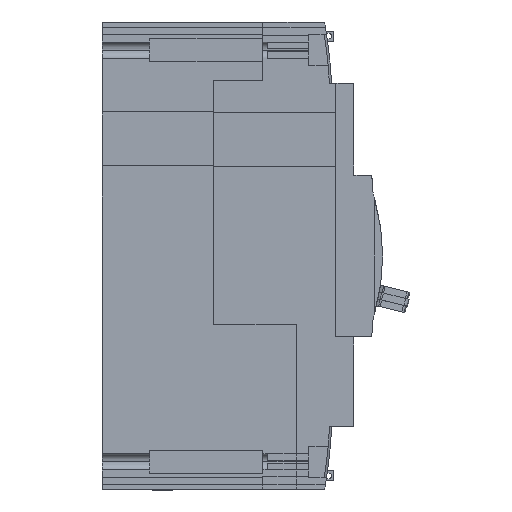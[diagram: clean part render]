
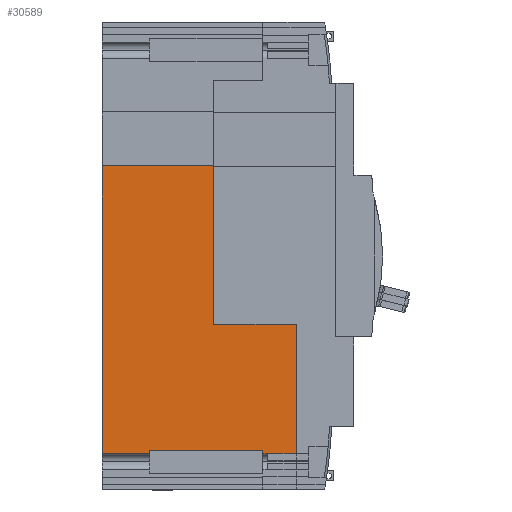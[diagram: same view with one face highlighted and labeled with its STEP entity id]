
A CAD part, left-side view. The second image highlights one B-rep face of the part: STEP entity #30589.
In plain terms, the highlighted planar face has unit normal (-1, 0, 0).
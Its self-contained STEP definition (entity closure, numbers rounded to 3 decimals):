
#12679=EDGE_CURVE('',#19311,#16873,#37893,.T.);
#13207=VERTEX_POINT('',#38489);
#13419=VERTEX_POINT('',#38722);
#13519=EDGE_CURVE('',#20091,#31047,#38828,.T.);
#14029=EDGE_CURVE('',#16873,#20091,#39380,.T.);
#15757=EDGE_CURVE('',#22215,#19187,#41268,.T.);
#15925=EDGE_CURVE('',#28691,#19311,#41452,.T.);
#16873=VERTEX_POINT('',#42485);
#17931=EDGE_CURVE('',#25323,#28691,#43640,.T.);
#19187=VERTEX_POINT('',#44998);
#19311=VERTEX_POINT('',#45133);
#20091=VERTEX_POINT('',#46004);
#21075=EDGE_CURVE('',#13419,#36357,#47083,.T.);
#21399=EDGE_CURVE('',#13419,#25323,#47440,.T.);
#22215=VERTEX_POINT('',#48331);
#22959=EDGE_CURVE('',#29547,#22215,#49165,.T.);
#25323=VERTEX_POINT('',#51749);
#28691=VERTEX_POINT('',#55436);
#29547=VERTEX_POINT('',#56363);
#30589=ADVANCED_FACE('',(#57514),#57515,.F.);
#31047=VERTEX_POINT('',#58008);
#31269=VERTEX_POINT('',#58254);
#31745=EDGE_CURVE('',#31047,#19187,#58780,.T.);
#35469=EDGE_CURVE('',#13207,#36357,#62799,.T.);
#36357=VERTEX_POINT('',#63788);
#36687=EDGE_CURVE('',#13207,#31269,#64150,.T.);
#37573=EDGE_CURVE('',#31269,#29547,#65107,.T.);
#37893=LINE('',#65475,#65476);
#38489=CARTESIAN_POINT('',(-38.05,-31.0,25.05));
#38722=CARTESIAN_POINT('',(-38.05,0.0,-55.001));
#38828=LINE('',#66779,#66780);
#39380=LINE('',#67598,#67599);
#41268=LINE('',#70288,#70289);
#41452=LINE('',#70578,#70579);
#42485=CARTESIAN_POINT('',(-38.05,-44.65,-55.001));
#43640=LINE('',#73699,#73700);
#44998=CARTESIAN_POINT('',(-38.05,-54.0,-55.));
#45133=CARTESIAN_POINT('',(-38.05,-44.65,-54.0));
#46004=CARTESIAN_POINT('',(-38.05,-46.0,-55.001));
#47083=LINE('',#78751,#78752);
#47440=LINE('',#79257,#79258);
#48331=CARTESIAN_POINT('',(-38.05,-54.0,-19.0));
#49165=LINE('',#81766,#81767);
#51749=CARTESIAN_POINT('',(-38.05,-13.2,-55.001));
#55436=CARTESIAN_POINT('',(-38.05,-13.2,-54.0));
#56363=CARTESIAN_POINT('',(-38.05,-31.0,-19.0));
#57514=FACE_OUTER_BOUND('',#94039,.T.);
#57515=PLANE('',#94040);
#58008=CARTESIAN_POINT('',(-38.05,-46.0,-55.));
#58254=CARTESIAN_POINT('',(-38.05,-31.0,25.0));
#58780=LINE('',#95883,#95884);
#62799=LINE('',#101735,#101736);
#63788=CARTESIAN_POINT('',(-38.05,0.0,25.05));
#64150=LINE('',#103610,#103611);
#65107=LINE('',#105008,#105009);
#65475=CARTESIAN_POINT('',(-38.05,-44.65,-29.109));
#65476=VECTOR('',#105442,1.0);
#66779=CARTESIAN_POINT('',(-38.05,-46.0,-29.109));
#66780=VECTOR('',#106569,1.0);
#67598=CARTESIAN_POINT('',(-38.05,-49.325,-55.001));
#67599=VECTOR('',#107135,1.0);
#70288=CARTESIAN_POINT('',(-38.05,-54.0,-64.9));
#70289=VECTOR('',#109140,1.0);
#70578=CARTESIAN_POINT('',(-38.05,-18.304,-54.0));
#70579=VECTOR('',#109337,1.0);
#73699=CARTESIAN_POINT('',(-38.05,-13.2,-29.109));
#73700=VECTOR('',#111661,1.0);
#78751=CARTESIAN_POINT('',(-38.05,0.0,64.9));
#78752=VECTOR('',#115418,1.0);
#79257=CARTESIAN_POINT('',(-38.05,-6.6,-55.001));
#79258=VECTOR('',#115888,1.0);
#81766=CARTESIAN_POINT('',(-38.05,-54.0,-19.0));
#81767=VECTOR('',#117765,1.0);
#94039=EDGE_LOOP('',(#126651,#126652,#126653,#126654,#126655,#126656,#126657,#126658,#126659,#126660,#126661,#126662,#126663));
#94040=AXIS2_PLACEMENT_3D('',#126664,#126665,#126666);
#95883=CARTESIAN_POINT('',(-38.05,-34.704,-55.));
#95884=VECTOR('',#128142,1.0);
#101735=CARTESIAN_POINT('',(-38.05,-27.204,25.05));
#101736=VECTOR('',#131968,1.0);
#103610=CARTESIAN_POINT('',(-38.05,-31.0,-19.0));
#103611=VECTOR('',#133571,1.0);
#105008=CARTESIAN_POINT('',(-38.05,-31.0,-19.0));
#105009=VECTOR('',#134470,1.0);
#105442=DIRECTION('',(0.0,0.0,-1.0));
#106569=DIRECTION('',(-0.0,0.0,1.0));
#107135=DIRECTION('',(0.0,-1.0,0.0));
#109140=DIRECTION('',(-0.0,-0.0,-1.0));
#109337=DIRECTION('',(0.0,-1.0,0.0));
#111661=DIRECTION('',(-0.0,0.0,1.0));
#115418=DIRECTION('',(0.0,0.0,1.0));
#115888=DIRECTION('',(0.0,-1.0,0.0));
#117765=DIRECTION('',(-0.0,-1.0,-0.0));
#126651=ORIENTED_EDGE('',*,*,#35469,.T.);
#126652=ORIENTED_EDGE('',*,*,#21075,.F.);
#126653=ORIENTED_EDGE('',*,*,#21399,.T.);
#126654=ORIENTED_EDGE('',*,*,#17931,.T.);
#126655=ORIENTED_EDGE('',*,*,#15925,.T.);
#126656=ORIENTED_EDGE('',*,*,#12679,.T.);
#126657=ORIENTED_EDGE('',*,*,#14029,.T.);
#126658=ORIENTED_EDGE('',*,*,#13519,.T.);
#126659=ORIENTED_EDGE('',*,*,#31745,.T.);
#126660=ORIENTED_EDGE('',*,*,#15757,.F.);
#126661=ORIENTED_EDGE('',*,*,#22959,.F.);
#126662=ORIENTED_EDGE('',*,*,#37573,.F.);
#126663=ORIENTED_EDGE('',*,*,#36687,.F.);
#126664=CARTESIAN_POINT('',(-38.05,-23.407,-0.968));
#126665=DIRECTION('',(1.0,0.0,0.0));
#126666=DIRECTION('',(0.0,1.0,0.0));
#128142=DIRECTION('',(0.0,-1.0,0.0));
#131968=DIRECTION('',(0.0,1.0,0.0));
#133571=DIRECTION('',(-0.0,-0.0,-1.0));
#134470=DIRECTION('',(-0.0,-0.0,-1.0));
